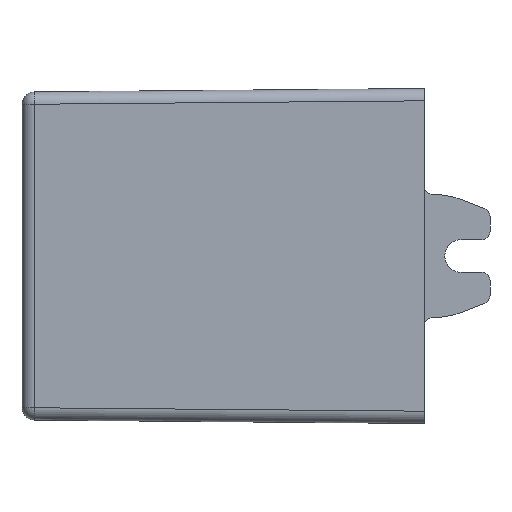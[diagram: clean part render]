
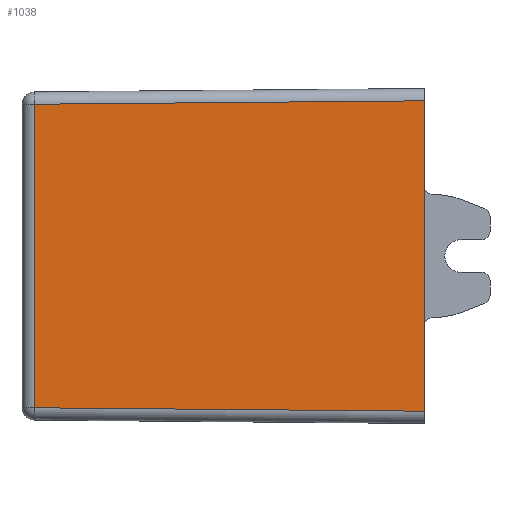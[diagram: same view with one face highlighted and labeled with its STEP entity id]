
A CAD part, front view. The second image highlights one B-rep face of the part: STEP entity #1038.
In plain terms, the highlighted planar face has unit normal (-0.009, -1, 0).
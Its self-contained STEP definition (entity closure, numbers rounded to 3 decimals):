
#23 = VECTOR ( 'NONE', #125, 1000. ) ;
#119 = PLANE ( 'NONE',  #553 ) ;
#125 = DIRECTION ( 'NONE',  ( 0., 0., -1. ) ) ;
#187 = VERTEX_POINT ( 'NONE', #943 ) ;
#195 = CARTESIAN_POINT ( 'NONE',  ( 24.513, 0., -18.9 ) ) ;
#198 = DIRECTION ( 'NONE',  ( 0., 0., -1. ) ) ;
#209 = CARTESIAN_POINT ( 'NONE',  ( 24.5, 0., -20.4 ) ) ;
#265 = LINE ( 'NONE', #669, #23 ) ;
#269 = LINE ( 'NONE', #864, #969 ) ;
#278 = CARTESIAN_POINT ( 'NONE',  ( -23.013, 0.415, 18.485 ) ) ;
#294 = ORIENTED_EDGE ( 'NONE', *, *, #1100, .T. ) ;
#302 = DIRECTION ( 'NONE',  ( 1., -0.009, 0. ) ) ;
#339 = ORIENTED_EDGE ( 'NONE', *, *, #796, .F. ) ;
#341 = VECTOR ( 'NONE', #580, 1000. ) ;
#363 = LINE ( 'NONE', #673, #341 ) ;
#398 = CARTESIAN_POINT ( 'NONE',  ( 24.5, 0., 18.9 ) ) ;
#414 = VERTEX_POINT ( 'NONE', #398 ) ;
#433 = VECTOR ( 'NONE', #502, 1000. ) ;
#502 = DIRECTION ( 'NONE',  ( -1., 0.009, -0.009 ) ) ;
#545 = LINE ( 'NONE', #837, #986 ) ;
#553 = AXIS2_PLACEMENT_3D ( 'NONE', #209, #841, #302 ) ;
#555 = VERTEX_POINT ( 'NONE', #695 ) ;
#580 = DIRECTION ( 'NONE',  ( 0., 0., -1. ) ) ;
#611 = VERTEX_POINT ( 'NONE', #821 ) ;
#623 = EDGE_LOOP ( 'NONE', ( #985, #911, #822, #1094, #339, #294 ) ) ;
#666 = VERTEX_POINT ( 'NONE', #278 ) ;
#669 = CARTESIAN_POINT ( 'NONE',  ( 24.5, 0., 7.5 ) ) ;
#673 = CARTESIAN_POINT ( 'NONE',  ( 24.5, 0., -20.4 ) ) ;
#674 = CARTESIAN_POINT ( 'NONE',  ( 24.157, 0.003, 18.897 ) ) ;
#695 = CARTESIAN_POINT ( 'NONE',  ( 24.5, 0., -8.5 ) ) ;
#705 = EDGE_CURVE ( 'NONE', #611, #707, #1147, .T. ) ;
#707 = VERTEX_POINT ( 'NONE', #1097 ) ;
#796 = EDGE_CURVE ( 'NONE', #414, #187, #363, .T. ) ;
#821 = CARTESIAN_POINT ( 'NONE',  ( -23.013, 0.415, -18.485 ) ) ;
#822 = ORIENTED_EDGE ( 'NONE', *, *, #1160, .F. ) ;
#837 = CARTESIAN_POINT ( 'NONE',  ( -23.013, 0.415, -20.4 ) ) ;
#841 = DIRECTION ( 'NONE',  ( -0.009, -1., 0. ) ) ;
#864 = CARTESIAN_POINT ( 'NONE',  ( 24.5, 0., -20.4 ) ) ;
#900 = VECTOR ( 'NONE', #1010, 1000. ) ;
#911 = ORIENTED_EDGE ( 'NONE', *, *, #705, .T. ) ;
#943 = CARTESIAN_POINT ( 'NONE',  ( 24.5, 0., 8.5 ) ) ;
#964 = FACE_OUTER_BOUND ( 'NONE', #623, .T. ) ;
#969 = VECTOR ( 'NONE', #1135, 1000. ) ;
#985 = ORIENTED_EDGE ( 'NONE', *, *, #1023, .T. ) ;
#986 = VECTOR ( 'NONE', #198, 1000. ) ;
#1010 = DIRECTION ( 'NONE',  ( 1., -0.009, -0.009 ) ) ;
#1023 = EDGE_CURVE ( 'NONE', #666, #611, #545, .T. ) ;
#1038 = ADVANCED_FACE ( 'NONE', ( #964 ), #119, .T. ) ;
#1043 = EDGE_CURVE ( 'NONE', #187, #555, #265, .T. ) ;
#1094 = ORIENTED_EDGE ( 'NONE', *, *, #1043, .F. ) ;
#1097 = CARTESIAN_POINT ( 'NONE',  ( 24.5, 0., -18.9 ) ) ;
#1100 = EDGE_CURVE ( 'NONE', #414, #666, #1145, .T. ) ;
#1135 = DIRECTION ( 'NONE',  ( 0., 0., -1. ) ) ;
#1145 = LINE ( 'NONE', #674, #433 ) ;
#1147 = LINE ( 'NONE', #195, #900 ) ;
#1160 = EDGE_CURVE ( 'NONE', #555, #707, #269, .T. ) ;
